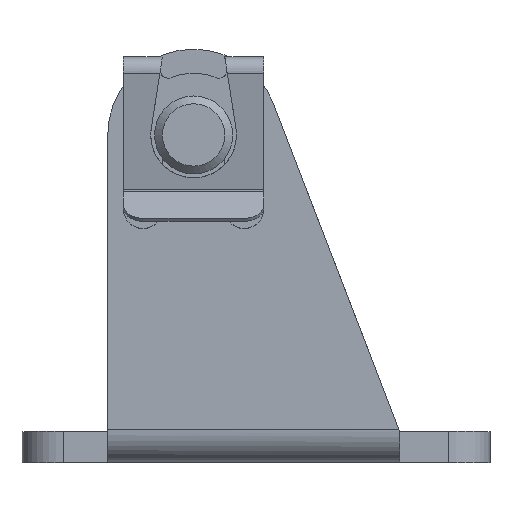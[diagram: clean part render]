
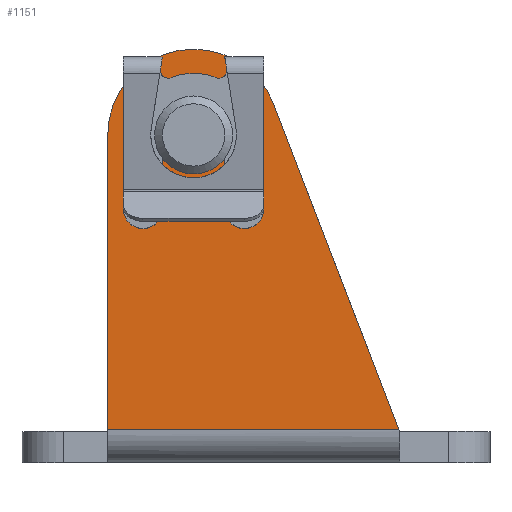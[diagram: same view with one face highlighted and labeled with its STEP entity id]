
A CAD part, top view. The second image highlights one B-rep face of the part: STEP entity #1151.
In plain terms, the highlighted planar face has unit normal (0, 0, 1).
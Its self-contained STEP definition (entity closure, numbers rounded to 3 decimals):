
#93=CIRCLE('',#1266,11.);
#96=CIRCLE('',#1271,5.);
#196=ORIENTED_EDGE('',*,*,#508,.T.);
#197=ORIENTED_EDGE('',*,*,#471,.F.);
#198=ORIENTED_EDGE('',*,*,#485,.F.);
#199=ORIENTED_EDGE('',*,*,#497,.F.);
#200=ORIENTED_EDGE('',*,*,#505,.T.);
#471=EDGE_CURVE('',#633,#634,#746,.T.);
#485=EDGE_CURVE('',#646,#633,#755,.T.);
#497=EDGE_CURVE('',#655,#646,#764,.T.);
#505=EDGE_CURVE('',#655,#634,#93,.F.);
#508=EDGE_CURVE('',#660,#660,#96,.T.);
#633=VERTEX_POINT('',#1765);
#634=VERTEX_POINT('',#1767);
#646=VERTEX_POINT('',#1794);
#655=VERTEX_POINT('',#1819);
#660=VERTEX_POINT('',#1840);
#746=LINE('',#1766,#838);
#755=LINE('',#1795,#847);
#764=LINE('',#1820,#856);
#838=VECTOR('',#1393,1000.);
#847=VECTOR('',#1416,1000.);
#856=VECTOR('',#1439,1000.);
#938=EDGE_LOOP('',(#196));
#939=EDGE_LOOP('',(#197,#198,#199,#200));
#1028=FACE_BOUND('',#938,.T.);
#1029=FACE_BOUND('',#939,.T.);
#1114=PLANE('',#1270);
#1151=ADVANCED_FACE('',(#1028,#1029),#1114,.F.);
#1266=AXIS2_PLACEMENT_3D('',#1834,#1453,#1454);
#1270=AXIS2_PLACEMENT_3D('',#1838,#1461,#1462);
#1271=AXIS2_PLACEMENT_3D('',#1839,#1463,#1464);
#1393=DIRECTION('',(0.,1.,0.));
#1416=DIRECTION('',(-1.,0.,0.));
#1439=DIRECTION('',(0.359,-0.933,0.));
#1453=DIRECTION('',(0.,0.,-1.));
#1454=DIRECTION('',(-1.,0.,0.));
#1461=DIRECTION('',(0.,0.,-1.));
#1462=DIRECTION('',(-1.,0.,0.));
#1463=DIRECTION('',(0.,0.,-1.));
#1464=DIRECTION('',(-1.,0.,0.));
#1765=CARTESIAN_POINT('',(-19.,4.198,9.3));
#1766=CARTESIAN_POINT('',(-19.,53.,9.3));
#1767=CARTESIAN_POINT('',(-19.,42.,9.3));
#1794=CARTESIAN_POINT('',(18.324,4.198,9.3));
#1795=CARTESIAN_POINT('',(38.,4.198,9.3));
#1819=CARTESIAN_POINT('',(2.267,45.949,9.3));
#1820=CARTESIAN_POINT('',(4.509,40.119,9.3));
#1834=CARTESIAN_POINT('',(-8.,42.,9.3));
#1838=CARTESIAN_POINT('',(38.,53.,9.3));
#1839=CARTESIAN_POINT('',(-8.,42.,9.3));
#1840=CARTESIAN_POINT('',(-13.,42.,9.3));
